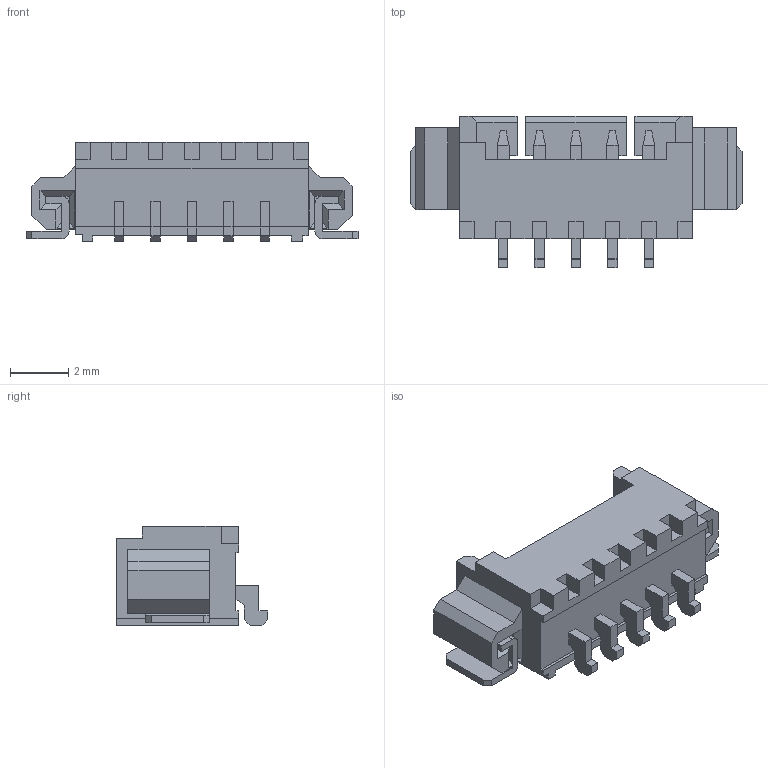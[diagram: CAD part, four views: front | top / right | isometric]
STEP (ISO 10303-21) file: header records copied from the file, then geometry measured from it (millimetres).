
FILE_DESCRIPTION(('STEP AP214'),'1');
FILE_NAME('53261-0571.stp','2017-04-25T14:50:43',('TraceParts'),('TraceParts S.A.'),'Spatial InterOp 3D',' ',' ');
FILE_SCHEMA(('automotive_design'));
Length unit declared in the file: millimetre
Products named in the file (2): 53261-0571_1; 1
Bounding box: 11.4 x 5.2 x 3.4 mm (x, y, z)
Volume: 70 mm3; surface area: 272 mm2
Topology: 1 solids, 1 shells, 263 faces, 740 edges, 528 vertices
Faces by surface type: plane 255, cylinder 8
Entity records: 8287 total; most frequent: CARTESIAN_POINT 1475, ORIENTED_EDGE 1410, DIRECTION 1280, LINE 722, VECTOR 722, EDGE_CURVE 705, VERTEX_POINT 458, AXIS2_PLACEMENT_3D 279
